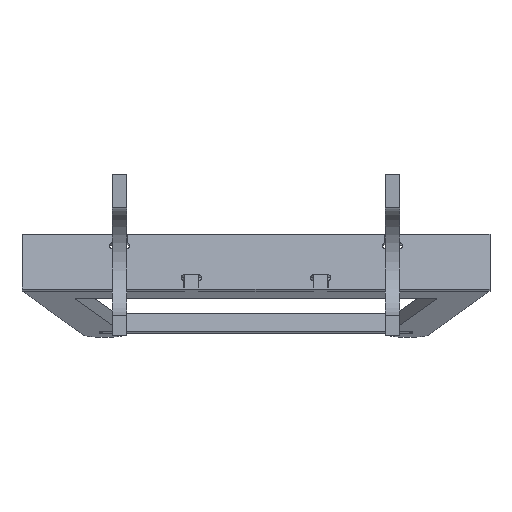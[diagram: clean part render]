
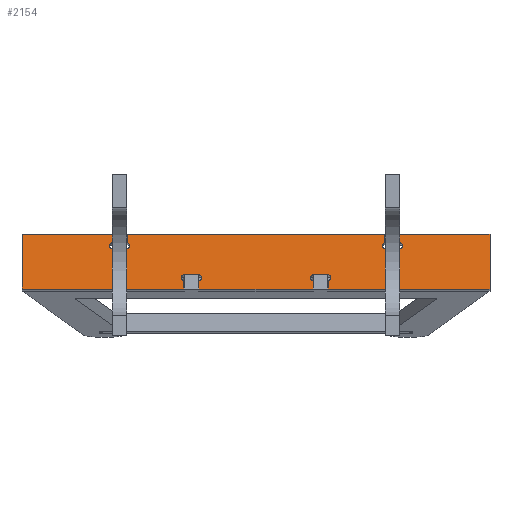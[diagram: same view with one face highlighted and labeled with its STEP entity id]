
A CAD part, front view. The second image highlights one B-rep face of the part: STEP entity #2154.
In plain terms, the highlighted face is planar.
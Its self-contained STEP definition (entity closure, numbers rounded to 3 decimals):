
#89=CIRCLE('',#2340,2.5);
#91=CIRCLE('',#2345,2.5);
#93=CIRCLE('',#2349,2.5);
#95=CIRCLE('',#2353,2.5);
#97=CIRCLE('',#2358,2.5);
#99=CIRCLE('',#2362,2.5);
#101=CIRCLE('',#2368,2.5);
#103=CIRCLE('',#2372,2.5);
#239=FACE_OUTER_BOUND('',#352,.T.);
#352=EDGE_LOOP('',(#1757,#1758,#1759,#1760,#1761,#1762,#1763,#1764,#1765,
#1766,#1767,#1768,#1769,#1770,#1771,#1772,#1773,#1774,#1775,#1776,#1777,
#1778,#1779,#1780,#1781,#1782,#1783,#1784));
#497=LINE('',#3378,#736);
#500=LINE('',#3385,#739);
#505=LINE('',#3398,#744);
#509=LINE('',#3411,#748);
#513=LINE('',#3423,#752);
#516=LINE('',#3429,#755);
#521=LINE('',#3444,#760);
#525=LINE('',#3456,#764);
#528=LINE('',#3462,#767);
#531=LINE('',#3469,#770);
#536=LINE('',#3483,#775);
#540=LINE('',#3495,#779);
#545=LINE('',#3504,#784);
#547=LINE('',#3507,#786);
#548=LINE('',#3510,#787);
#551=LINE('',#3516,#790);
#556=LINE('',#3525,#795);
#557=LINE('',#3527,#796);
#559=LINE('',#3530,#798);
#560=LINE('',#3531,#799);
#736=VECTOR('',#2738,10.);
#739=VECTOR('',#2743,10.);
#744=VECTOR('',#2756,10.);
#748=VECTOR('',#2768,10.);
#752=VECTOR('',#2780,10.);
#755=VECTOR('',#2785,10.);
#760=VECTOR('',#2798,10.);
#764=VECTOR('',#2810,10.);
#767=VECTOR('',#2815,10.);
#770=VECTOR('',#2820,10.);
#775=VECTOR('',#2833,10.);
#779=VECTOR('',#2845,10.);
#784=VECTOR('',#2852,10.);
#786=VECTOR('',#2856,10.);
#787=VECTOR('',#2859,10.);
#790=VECTOR('',#2864,10.);
#795=VECTOR('',#2871,10.);
#796=VECTOR('',#2874,10.);
#798=VECTOR('',#2878,10.);
#799=VECTOR('',#2879,10.);
#958=VERTEX_POINT('',#3368);
#959=VERTEX_POINT('',#3369);
#962=VERTEX_POINT('',#3377);
#964=VERTEX_POINT('',#3383);
#965=VERTEX_POINT('',#3384);
#968=VERTEX_POINT('',#3392);
#970=VERTEX_POINT('',#3401);
#971=VERTEX_POINT('',#3402);
#974=VERTEX_POINT('',#3410);
#976=VERTEX_POINT('',#3416);
#978=VERTEX_POINT('',#3422);
#980=VERTEX_POINT('',#3428);
#982=VERTEX_POINT('',#3434);
#983=VERTEX_POINT('',#3435);
#986=VERTEX_POINT('',#3443);
#988=VERTEX_POINT('',#3449);
#990=VERTEX_POINT('',#3455);
#992=VERTEX_POINT('',#3461);
#994=VERTEX_POINT('',#3467);
#995=VERTEX_POINT('',#3468);
#998=VERTEX_POINT('',#3476);
#1000=VERTEX_POINT('',#3482);
#1002=VERTEX_POINT('',#3488);
#1004=VERTEX_POINT('',#3494);
#1007=VERTEX_POINT('',#3502);
#1008=VERTEX_POINT('',#3509);
#1010=VERTEX_POINT('',#3515);
#1013=VERTEX_POINT('',#3523);
#1209=EDGE_CURVE('',#958,#959,#89,.T.);
#1213=EDGE_CURVE('',#959,#962,#497,.T.);
#1216=EDGE_CURVE('',#964,#965,#500,.T.);
#1220=EDGE_CURVE('',#965,#968,#91,.T.);
#1223=EDGE_CURVE('',#968,#958,#505,.T.);
#1225=EDGE_CURVE('',#970,#971,#93,.T.);
#1229=EDGE_CURVE('',#971,#974,#509,.T.);
#1232=EDGE_CURVE('',#974,#976,#95,.T.);
#1235=EDGE_CURVE('',#976,#978,#513,.T.);
#1238=EDGE_CURVE('',#980,#970,#516,.T.);
#1241=EDGE_CURVE('',#982,#983,#97,.T.);
#1245=EDGE_CURVE('',#983,#986,#521,.T.);
#1248=EDGE_CURVE('',#986,#988,#99,.T.);
#1251=EDGE_CURVE('',#988,#990,#525,.T.);
#1254=EDGE_CURVE('',#992,#982,#528,.T.);
#1257=EDGE_CURVE('',#994,#995,#531,.T.);
#1261=EDGE_CURVE('',#995,#998,#101,.T.);
#1264=EDGE_CURVE('',#998,#1000,#536,.T.);
#1267=EDGE_CURVE('',#1000,#1002,#103,.T.);
#1270=EDGE_CURVE('',#1002,#1004,#540,.T.);
#1275=EDGE_CURVE('',#1007,#990,#545,.T.);
#1277=EDGE_CURVE('',#992,#962,#547,.T.);
#1278=EDGE_CURVE('',#964,#1008,#548,.T.);
#1281=EDGE_CURVE('',#1010,#994,#551,.T.);
#1286=EDGE_CURVE('',#978,#1013,#556,.T.);
#1287=EDGE_CURVE('',#1004,#980,#557,.T.);
#1289=EDGE_CURVE('',#1010,#1007,#559,.T.);
#1290=EDGE_CURVE('',#1013,#1008,#560,.T.);
#1757=ORIENTED_EDGE('',*,*,#1216,.T.);
#1758=ORIENTED_EDGE('',*,*,#1220,.T.);
#1759=ORIENTED_EDGE('',*,*,#1223,.T.);
#1760=ORIENTED_EDGE('',*,*,#1209,.T.);
#1761=ORIENTED_EDGE('',*,*,#1213,.T.);
#1762=ORIENTED_EDGE('',*,*,#1277,.F.);
#1763=ORIENTED_EDGE('',*,*,#1254,.T.);
#1764=ORIENTED_EDGE('',*,*,#1241,.T.);
#1765=ORIENTED_EDGE('',*,*,#1245,.T.);
#1766=ORIENTED_EDGE('',*,*,#1248,.T.);
#1767=ORIENTED_EDGE('',*,*,#1251,.T.);
#1768=ORIENTED_EDGE('',*,*,#1275,.F.);
#1769=ORIENTED_EDGE('',*,*,#1289,.F.);
#1770=ORIENTED_EDGE('',*,*,#1281,.T.);
#1771=ORIENTED_EDGE('',*,*,#1257,.T.);
#1772=ORIENTED_EDGE('',*,*,#1261,.T.);
#1773=ORIENTED_EDGE('',*,*,#1264,.T.);
#1774=ORIENTED_EDGE('',*,*,#1267,.T.);
#1775=ORIENTED_EDGE('',*,*,#1270,.T.);
#1776=ORIENTED_EDGE('',*,*,#1287,.T.);
#1777=ORIENTED_EDGE('',*,*,#1238,.T.);
#1778=ORIENTED_EDGE('',*,*,#1225,.T.);
#1779=ORIENTED_EDGE('',*,*,#1229,.T.);
#1780=ORIENTED_EDGE('',*,*,#1232,.T.);
#1781=ORIENTED_EDGE('',*,*,#1235,.T.);
#1782=ORIENTED_EDGE('',*,*,#1286,.T.);
#1783=ORIENTED_EDGE('',*,*,#1290,.T.);
#1784=ORIENTED_EDGE('',*,*,#1278,.F.);
#2053=PLANE('',#2381);
#2154=ADVANCED_FACE('',(#239),#2053,.T.);
#2340=AXIS2_PLACEMENT_3D('',#3370,#2730,#2731);
#2345=AXIS2_PLACEMENT_3D('',#3393,#2749,#2750);
#2349=AXIS2_PLACEMENT_3D('',#3403,#2760,#2761);
#2353=AXIS2_PLACEMENT_3D('',#3417,#2773,#2774);
#2358=AXIS2_PLACEMENT_3D('',#3436,#2790,#2791);
#2362=AXIS2_PLACEMENT_3D('',#3450,#2803,#2804);
#2368=AXIS2_PLACEMENT_3D('',#3477,#2826,#2827);
#2372=AXIS2_PLACEMENT_3D('',#3489,#2838,#2839);
#2381=AXIS2_PLACEMENT_3D('',#3529,#2876,#2877);
#2730=DIRECTION('center_axis',(0.,1.,0.));
#2731=DIRECTION('ref_axis',(-1.,0.,0.));
#2738=DIRECTION('',(0.,0.,1.));
#2743=DIRECTION('',(0.,0.,-1.));
#2749=DIRECTION('center_axis',(0.,1.,0.));
#2750=DIRECTION('ref_axis',(-1.,0.,0.));
#2756=DIRECTION('',(-1.,0.,0.));
#2760=DIRECTION('center_axis',(0.,1.,0.));
#2761=DIRECTION('ref_axis',(-1.,0.,0.));
#2768=DIRECTION('',(1.,0.,0.));
#2773=DIRECTION('center_axis',(0.,1.,0.));
#2774=DIRECTION('ref_axis',(-1.,0.,0.));
#2780=DIRECTION('',(0.,0.,-1.));
#2785=DIRECTION('',(0.,0.,1.));
#2790=DIRECTION('center_axis',(0.,1.,0.));
#2791=DIRECTION('ref_axis',(-1.,0.,0.));
#2798=DIRECTION('',(-1.,0.,0.));
#2803=DIRECTION('center_axis',(0.,1.,0.));
#2804=DIRECTION('ref_axis',(-1.,0.,0.));
#2810=DIRECTION('',(0.,0.,1.));
#2815=DIRECTION('',(0.,0.,-1.));
#2820=DIRECTION('',(0.,0.,1.));
#2826=DIRECTION('center_axis',(0.,1.,0.));
#2827=DIRECTION('ref_axis',(-1.,0.,0.));
#2833=DIRECTION('',(1.,0.,0.));
#2838=DIRECTION('center_axis',(0.,1.,0.));
#2839=DIRECTION('ref_axis',(-1.,0.,0.));
#2845=DIRECTION('',(0.,0.,-1.));
#2852=DIRECTION('',(1.,0.,0.));
#2856=DIRECTION('',(1.,0.,0.));
#2859=DIRECTION('',(1.,0.,0.));
#2864=DIRECTION('',(1.,0.,0.));
#2871=DIRECTION('',(1.,0.,0.));
#2874=DIRECTION('',(1.,0.,0.));
#2876=DIRECTION('center_axis',(0.,-1.,0.));
#2877=DIRECTION('ref_axis',(1.,0.,0.));
#2878=DIRECTION('',(0.,0.,1.));
#2879=DIRECTION('',(0.,0.,1.));
#3368=CARTESIAN_POINT('',(108.,-262.,34.));
#3369=CARTESIAN_POINT('',(107.7,-262.,38.982));
#3370=CARTESIAN_POINT('Origin',(108.,-262.,36.5));
#3377=CARTESIAN_POINT('',(107.7,-262.,46.));
#3378=CARTESIAN_POINT('',(107.7,-262.,23.));
#3383=CARTESIAN_POINT('',(120.3,-262.,46.));
#3384=CARTESIAN_POINT('',(120.3,-262.,38.982));
#3385=CARTESIAN_POINT('',(120.3,-262.,19.491));
#3392=CARTESIAN_POINT('',(120.,-262.,34.));
#3393=CARTESIAN_POINT('Origin',(120.,-262.,36.5));
#3398=CARTESIAN_POINT('',(-43.75,-262.,34.));
#3401=CARTESIAN_POINT('',(47.7,-262.,7.018));
#3402=CARTESIAN_POINT('',(48.,-262.,12.));
#3403=CARTESIAN_POINT('Origin',(48.,-262.,9.5));
#3410=CARTESIAN_POINT('',(60.,-262.,12.));
#3411=CARTESIAN_POINT('',(-67.75,-262.,12.));
#3416=CARTESIAN_POINT('',(60.3,-262.,7.018));
#3417=CARTESIAN_POINT('Origin',(60.,-262.,9.5));
#3422=CARTESIAN_POINT('',(60.3,-262.,0.));
#3423=CARTESIAN_POINT('',(60.3,-262.,0.));
#3428=CARTESIAN_POINT('',(47.7,-262.,0.));
#3429=CARTESIAN_POINT('',(47.7,-262.,3.509));
#3434=CARTESIAN_POINT('',(-107.7,-262.,38.982));
#3435=CARTESIAN_POINT('',(-108.,-262.,34.));
#3436=CARTESIAN_POINT('Origin',(-108.,-262.,36.5));
#3443=CARTESIAN_POINT('',(-120.,-262.,34.));
#3444=CARTESIAN_POINT('',(-157.75,-262.,34.));
#3449=CARTESIAN_POINT('',(-120.3,-262.,38.982));
#3450=CARTESIAN_POINT('Origin',(-120.,-262.,36.5));
#3455=CARTESIAN_POINT('',(-120.3,-262.,46.));
#3456=CARTESIAN_POINT('',(-120.3,-262.,23.));
#3461=CARTESIAN_POINT('',(-107.7,-262.,46.));
#3462=CARTESIAN_POINT('',(-107.7,-262.,19.491));
#3467=CARTESIAN_POINT('',(-60.3,-262.,0.));
#3468=CARTESIAN_POINT('',(-60.3,-262.,7.018));
#3469=CARTESIAN_POINT('',(-60.3,-262.,3.509));
#3476=CARTESIAN_POINT('',(-60.,-262.,12.));
#3477=CARTESIAN_POINT('Origin',(-60.,-262.,9.5));
#3482=CARTESIAN_POINT('',(-48.,-262.,12.));
#3483=CARTESIAN_POINT('',(-121.75,-262.,12.));
#3488=CARTESIAN_POINT('',(-47.7,-262.,7.018));
#3489=CARTESIAN_POINT('Origin',(-48.,-262.,9.5));
#3494=CARTESIAN_POINT('',(-47.7,-262.,0.));
#3495=CARTESIAN_POINT('',(-47.7,-262.,0.));
#3502=CARTESIAN_POINT('',(-195.5,-262.,46.));
#3504=CARTESIAN_POINT('',(-195.5,-262.,46.));
#3507=CARTESIAN_POINT('',(-195.5,-262.,46.));
#3509=CARTESIAN_POINT('',(195.5,-262.,46.));
#3510=CARTESIAN_POINT('',(-195.5,-262.,46.));
#3515=CARTESIAN_POINT('',(-195.5,-262.,0.));
#3516=CARTESIAN_POINT('',(-195.5,-262.,0.));
#3523=CARTESIAN_POINT('',(195.5,-262.,0.));
#3525=CARTESIAN_POINT('',(-195.5,-262.,0.));
#3527=CARTESIAN_POINT('',(-195.5,-262.,0.));
#3529=CARTESIAN_POINT('Origin',(-195.5,-262.,0.));
#3530=CARTESIAN_POINT('',(-195.5,-262.,0.));
#3531=CARTESIAN_POINT('',(195.5,-262.,0.));
